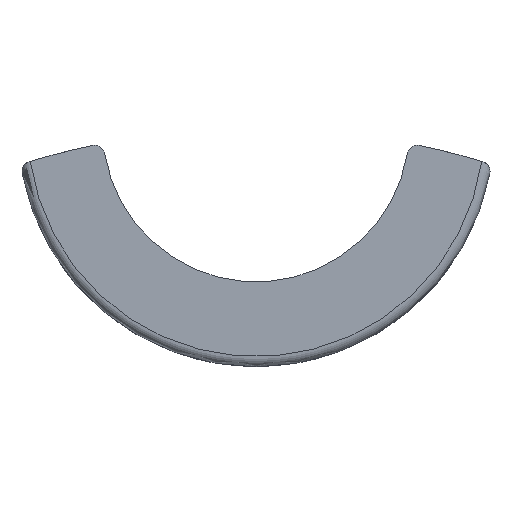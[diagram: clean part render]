
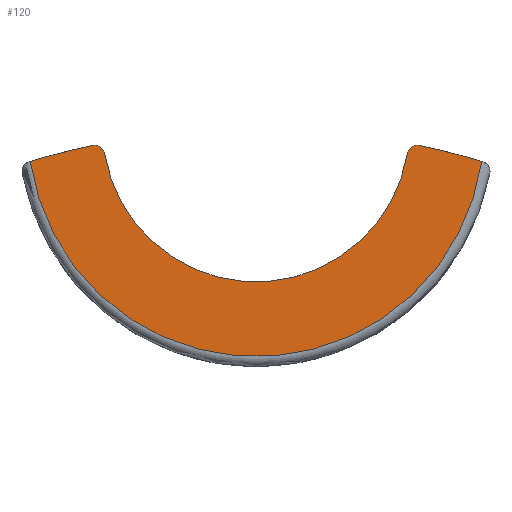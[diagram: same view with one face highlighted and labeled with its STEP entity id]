
A CAD part, top view. The second image highlights one B-rep face of the part: STEP entity #120.
In plain terms, the highlighted planar face has unit normal (0, 0, 1).
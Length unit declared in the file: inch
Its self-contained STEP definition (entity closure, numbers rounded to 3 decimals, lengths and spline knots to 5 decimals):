
#120=ADVANCED_FACE('',(#310),#311,.T.);
#160=EDGE_CURVE('',#368,#371,#372,.T.);
#174=EDGE_CURVE('',#390,#371,#391,.T.);
#178=EDGE_CURVE('',#390,#395,#396,.T.);
#182=EDGE_CURVE('',#368,#400,#401,.T.);
#184=EDGE_CURVE('',#400,#403,#404,.T.);
#186=EDGE_CURVE('',#403,#395,#406,.T.);
#310=FACE_OUTER_BOUND('',#545,.T.);
#311=PLANE('',#546);
#368=VERTEX_POINT('',#605);
#371=VERTEX_POINT('',#610);
#372=CIRCLE('',#611,0.03125);
#390=VERTEX_POINT('',#637);
#391=CIRCLE('',#638,0.4833);
#395=VERTEX_POINT('',#645);
#396=CIRCLE('',#646,0.03125);
#400=VERTEX_POINT('',#653);
#401=CIRCLE('',#654,2.5);
#403=VERTEX_POINT('',#657);
#404=CIRCLE('',#658,0.71875);
#406=CIRCLE('',#661,2.5);
#545=EDGE_LOOP('',(#963,#964,#965,#966,#967,#968));
#546=AXIS2_PLACEMENT_3D('',#969,#970,#971);
#605=CARTESIAN_POINT('',(-0.51407,-0.05342,0.33));
#610=CARTESIAN_POINT('',(-0.47682,-0.07891,0.33));
#611=AXIS2_PLACEMENT_3D('',#1140,#1141,#1142);
#637=CARTESIAN_POINT('',(0.47682,-0.07891,0.33));
#638=AXIS2_PLACEMENT_3D('',#1159,#1160,#1161);
#645=CARTESIAN_POINT('',(0.51407,-0.05342,0.33));
#646=AXIS2_PLACEMENT_3D('',#1163,#1164,#1165);
#653=CARTESIAN_POINT('',(-0.71129,-0.10332,0.33));
#654=AXIS2_PLACEMENT_3D('',#1167,#1168,#1169);
#657=CARTESIAN_POINT('',(0.71129,-0.10332,0.33));
#658=AXIS2_PLACEMENT_3D('',#1170,#1171,#1172);
#661=AXIS2_PLACEMENT_3D('',#1173,#1174,#1175);
#963=ORIENTED_EDGE('',*,*,#160,.F.);
#964=ORIENTED_EDGE('',*,*,#182,.T.);
#965=ORIENTED_EDGE('',*,*,#184,.T.);
#966=ORIENTED_EDGE('',*,*,#186,.T.);
#967=ORIENTED_EDGE('',*,*,#178,.F.);
#968=ORIENTED_EDGE('',*,*,#174,.T.);
#969=CARTESIAN_POINT('',(0.0,-1.25,0.33));
#970=DIRECTION('',(0.0,0.0,1.0));
#971=DIRECTION('',(1.0,0.0,0.0));
#1140=CARTESIAN_POINT('',(-0.50765,-0.08401,0.33));
#1141=DIRECTION('',(0.0,0.0,-1.0));
#1142=DIRECTION('',(0.565,0.825,0.0));
#1159=CARTESIAN_POINT('',(0.0,0.0,0.33));
#1160=DIRECTION('',(-0.0,0.0,-1.0));
#1161=DIRECTION('',(-1.0,0.0,0.0));
#1163=CARTESIAN_POINT('',(0.50765,-0.08401,0.33));
#1164=DIRECTION('',(-0.0,0.0,-1.0));
#1165=DIRECTION('',(-0.565,0.825,0.0));
#1167=CARTESIAN_POINT('',(0.0,-2.5,0.33));
#1168=DIRECTION('',(0.0,0.0,1.0));
#1169=DIRECTION('',(1.0,0.0,0.0));
#1170=CARTESIAN_POINT('',(0.0,0.0,0.33));
#1171=DIRECTION('',(0.0,0.0,1.0));
#1172=DIRECTION('',(1.0,0.0,0.0));
#1173=CARTESIAN_POINT('',(0.0,-2.5,0.33));
#1174=DIRECTION('',(0.0,0.0,1.0));
#1175=DIRECTION('',(1.0,0.0,0.0));
